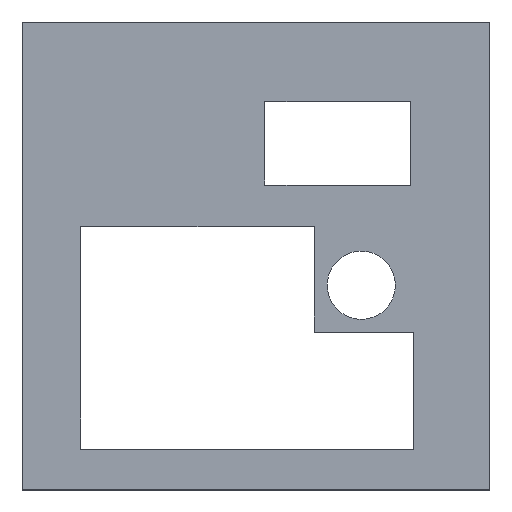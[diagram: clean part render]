
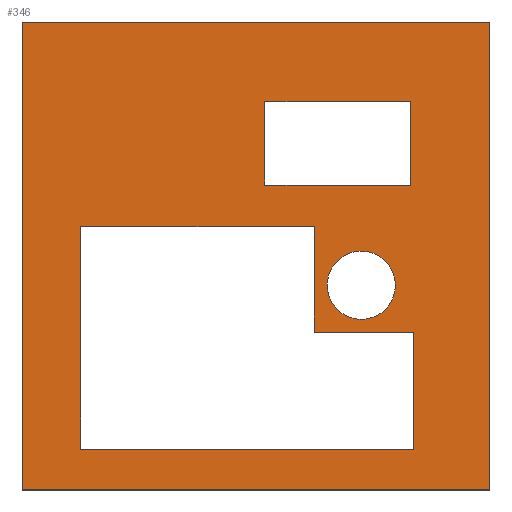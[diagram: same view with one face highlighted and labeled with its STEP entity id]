
A CAD part, top view. The second image highlights one B-rep face of the part: STEP entity #346.
In plain terms, the highlighted planar face has unit normal (0, 0, 1).
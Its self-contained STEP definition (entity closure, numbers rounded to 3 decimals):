
#15=FACE_BOUND('',#57,.T.);
#16=FACE_BOUND('',#58,.T.);
#17=FACE_BOUND('',#59,.T.);
#21=CIRCLE('',#367,0.058);
#39=FACE_OUTER_BOUND('',#56,.T.);
#56=EDGE_LOOP('',(#285,#286,#287,#288));
#57=EDGE_LOOP('',(#289,#290,#291,#292));
#58=EDGE_LOOP('',(#293));
#59=EDGE_LOOP('',(#294,#295,#296,#297,#298,#299));
#64=LINE('',#468,#107);
#68=LINE('',#476,#111);
#71=LINE('',#482,#114);
#74=LINE('',#487,#117);
#77=LINE('',#498,#120);
#81=LINE('',#506,#124);
#84=LINE('',#512,#127);
#87=LINE('',#518,#130);
#90=LINE('',#524,#133);
#93=LINE('',#529,#136);
#97=LINE('',#538,#140);
#100=LINE('',#544,#143);
#103=LINE('',#550,#146);
#106=LINE('',#554,#149);
#107=VECTOR('',#385,10.);
#111=VECTOR('',#391,10.);
#114=VECTOR('',#396,10.);
#117=VECTOR('',#401,10.);
#120=VECTOR('',#412,10.);
#124=VECTOR('',#418,10.);
#127=VECTOR('',#423,10.);
#130=VECTOR('',#428,10.);
#133=VECTOR('',#433,10.);
#136=VECTOR('',#438,10.);
#140=VECTOR('',#444,10.);
#143=VECTOR('',#449,10.);
#146=VECTOR('',#454,10.);
#149=VECTOR('',#459,10.);
#150=VERTEX_POINT('',#466);
#151=VERTEX_POINT('',#467);
#154=VERTEX_POINT('',#475);
#156=VERTEX_POINT('',#481);
#158=VERTEX_POINT('',#490);
#160=VERTEX_POINT('',#496);
#161=VERTEX_POINT('',#497);
#164=VERTEX_POINT('',#505);
#166=VERTEX_POINT('',#511);
#168=VERTEX_POINT('',#517);
#170=VERTEX_POINT('',#523);
#174=VERTEX_POINT('',#535);
#175=VERTEX_POINT('',#537);
#177=VERTEX_POINT('',#543);
#179=VERTEX_POINT('',#549);
#180=EDGE_CURVE('',#150,#151,#64,.T.);
#184=EDGE_CURVE('',#151,#154,#68,.T.);
#187=EDGE_CURVE('',#154,#156,#71,.T.);
#190=EDGE_CURVE('',#156,#150,#74,.T.);
#192=EDGE_CURVE('',#158,#158,#21,.T.);
#195=EDGE_CURVE('',#160,#161,#77,.T.);
#199=EDGE_CURVE('',#164,#160,#81,.T.);
#202=EDGE_CURVE('',#166,#164,#84,.T.);
#205=EDGE_CURVE('',#168,#166,#87,.T.);
#208=EDGE_CURVE('',#170,#168,#90,.T.);
#211=EDGE_CURVE('',#161,#170,#93,.T.);
#215=EDGE_CURVE('',#175,#174,#97,.T.);
#218=EDGE_CURVE('',#177,#175,#100,.T.);
#221=EDGE_CURVE('',#179,#177,#103,.T.);
#224=EDGE_CURVE('',#174,#179,#106,.T.);
#285=ORIENTED_EDGE('',*,*,#224,.T.);
#286=ORIENTED_EDGE('',*,*,#221,.T.);
#287=ORIENTED_EDGE('',*,*,#218,.T.);
#288=ORIENTED_EDGE('',*,*,#215,.T.);
#289=ORIENTED_EDGE('',*,*,#187,.T.);
#290=ORIENTED_EDGE('',*,*,#190,.T.);
#291=ORIENTED_EDGE('',*,*,#180,.T.);
#292=ORIENTED_EDGE('',*,*,#184,.T.);
#293=ORIENTED_EDGE('',*,*,#192,.T.);
#294=ORIENTED_EDGE('',*,*,#195,.T.);
#295=ORIENTED_EDGE('',*,*,#211,.T.);
#296=ORIENTED_EDGE('',*,*,#208,.T.);
#297=ORIENTED_EDGE('',*,*,#205,.T.);
#298=ORIENTED_EDGE('',*,*,#202,.T.);
#299=ORIENTED_EDGE('',*,*,#199,.T.);
#329=PLANE('',#379);
#346=ADVANCED_FACE('',(#39,#15,#16,#17),#329,.T.);
#367=AXIS2_PLACEMENT_3D('',#491,#405,#406);
#379=AXIS2_PLACEMENT_3D('',#555,#460,#461);
#385=DIRECTION('',(1.,0.,0.));
#391=DIRECTION('',(0.,-1.,0.));
#396=DIRECTION('',(-1.,0.,0.));
#401=DIRECTION('',(0.,1.,0.));
#405=DIRECTION('center_axis',(0.,0.,-1.));
#406=DIRECTION('ref_axis',(-1.,0.,0.));
#412=DIRECTION('',(0.,-1.,0.));
#418=DIRECTION('',(1.,0.,0.));
#423=DIRECTION('',(0.,-1.,0.));
#428=DIRECTION('',(1.,0.,0.));
#433=DIRECTION('',(0.,1.,0.));
#438=DIRECTION('',(-1.,0.,0.));
#444=DIRECTION('',(0.,1.,0.));
#449=DIRECTION('',(1.,0.,0.));
#454=DIRECTION('',(0.,-1.,0.));
#459=DIRECTION('',(-1.,0.,0.));
#460=DIRECTION('center_axis',(0.,0.,1.));
#461=DIRECTION('ref_axis',(1.,0.,0.));
#466=CARTESIAN_POINT('',(0.215,0.064,0.38));
#467=CARTESIAN_POINT('',(0.465,0.064,0.38));
#468=CARTESIAN_POINT('',(0.545,0.064,0.38));
#475=CARTESIAN_POINT('',(0.465,-0.079,0.38));
#476=CARTESIAN_POINT('',(0.465,-0.139,0.38));
#481=CARTESIAN_POINT('',(0.215,-0.079,0.38));
#482=CARTESIAN_POINT('',(0.42,-0.079,0.38));
#487=CARTESIAN_POINT('',(0.215,-0.068,0.38));
#490=CARTESIAN_POINT('',(0.438,-0.25,0.38));
#491=CARTESIAN_POINT('Origin',(0.38,-0.25,0.38));
#496=CARTESIAN_POINT('',(0.47,-0.33,0.38));
#497=CARTESIAN_POINT('',(0.47,-0.53,0.38));
#498=CARTESIAN_POINT('',(0.47,-0.265,0.38));
#505=CARTESIAN_POINT('',(0.3,-0.33,0.38));
#506=CARTESIAN_POINT('',(0.463,-0.33,0.38));
#511=CARTESIAN_POINT('',(0.3,-0.15,0.38));
#512=CARTESIAN_POINT('',(0.3,-0.175,0.38));
#517=CARTESIAN_POINT('',(-0.1,-0.15,0.38));
#518=CARTESIAN_POINT('',(0.263,-0.15,0.38));
#523=CARTESIAN_POINT('',(-0.1,-0.53,0.38));
#524=CARTESIAN_POINT('',(-0.1,-0.365,0.38));
#529=CARTESIAN_POINT('',(0.548,-0.53,0.38));
#535=CARTESIAN_POINT('',(0.6,0.2,0.38));
#537=CARTESIAN_POINT('',(0.6,-0.6,0.38));
#538=CARTESIAN_POINT('',(0.6,0.2,0.38));
#543=CARTESIAN_POINT('',(-0.2,-0.6,0.38));
#544=CARTESIAN_POINT('',(0.6,-0.6,0.38));
#549=CARTESIAN_POINT('',(-0.2,0.2,0.38));
#550=CARTESIAN_POINT('',(-0.2,-0.6,0.38));
#554=CARTESIAN_POINT('',(-0.2,0.2,0.38));
#555=CARTESIAN_POINT('Origin',(0.625,-0.2,0.38));
